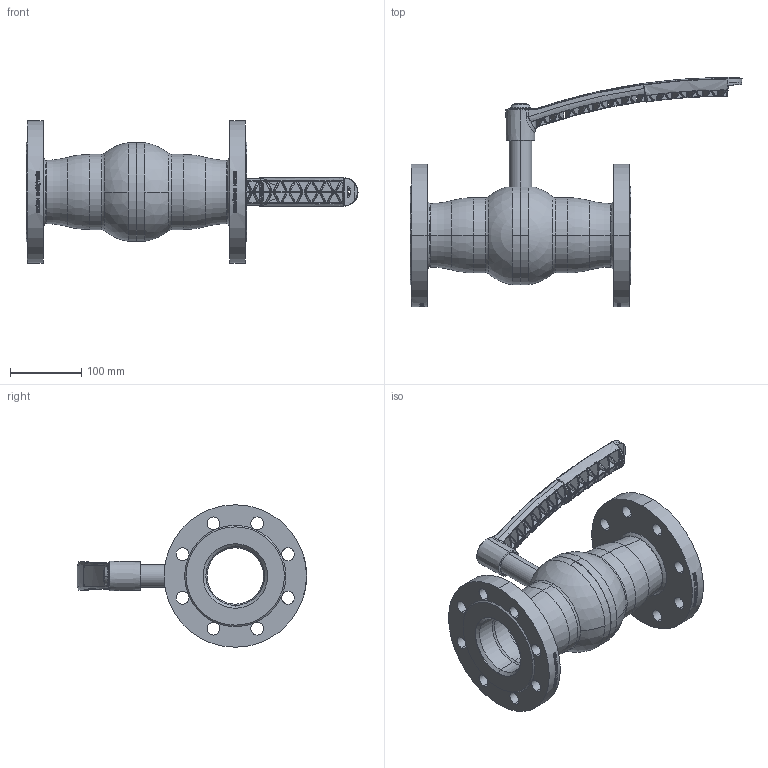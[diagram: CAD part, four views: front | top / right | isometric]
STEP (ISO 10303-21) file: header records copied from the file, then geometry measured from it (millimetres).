
FILE_DESCRIPTION (( 'STEP AP214' ), '1' );
FILE_NAME ('8600425080 010.step', '2025-05-29T08:19:31', ( '' ), ( '' ), 'SwSTEP 2.0', 'SolidWorks 2023', '' );
FILE_SCHEMA (( 'AUTOMOTIVE_DESIGN' ));
Products named in the file (1): 8600425080 010
Bounding box: 465.92 x 321.48 x 200 mm (x, y, z)
Surface area: 379916.8 mm2 (no closed solid volume)
Topology: 0 solids, 40 shells, 890 faces, 3922 edges, 2946 vertices
Faces by surface type: bspline 395, plane 224, cylinder 161, cone 78, torus 27, sphere 5
Entity records: 81089 total; most frequent: CARTESIAN_POINT 56579, ORIENTED_EDGE 5254, EDGE_CURVE 3902, DIRECTION 3176, VERTEX_POINT 2946, B_SPLINE_CURVE_WITH_KNOTS 2250, AXIS2_PLACEMENT_3D 1222, EDGE_LOOP 1029
